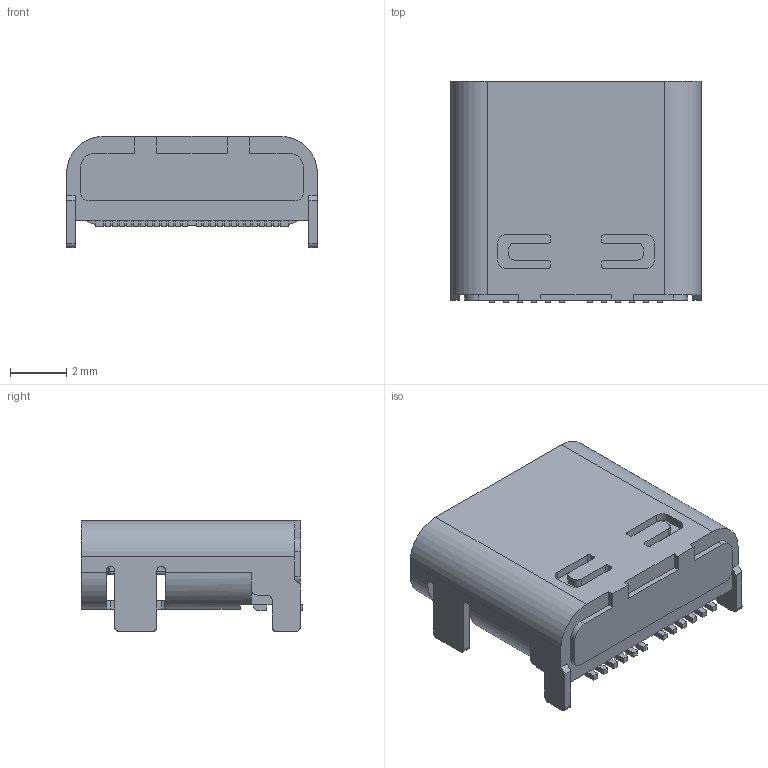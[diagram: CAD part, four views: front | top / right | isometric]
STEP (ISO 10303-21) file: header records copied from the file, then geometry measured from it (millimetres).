
FILE_DESCRIPTION (( 'STEP AP214' ), '1' );
FILE_NAME ('105450-0101.STEP', '2023-11-21T13:23:46', ( 'USER' ), ( '' ), 'SwSTEP 2.0', 'SolidWorks 2016', '' );
FILE_SCHEMA (( 'AUTOMOTIVE_DESIGN' ));
Length unit declared in the file: millimetre
Products named in the file (1): 105450-0101
Bounding box: 8.94 x 7.9 x 3.96 mm (x, y, z)
Volume: 129.7 mm3; surface area: 398.4 mm2
Topology: 1 solids, 1 shells, 399 faces, 1084 edges, 702 vertices
Faces by surface type: plane 257, cylinder 126, bspline 16
Entity records: 12783 total; most frequent: CARTESIAN_POINT 2567, ORIENTED_EDGE 2168, DIRECTION 2090, EDGE_CURVE 1084, LINE 806, VECTOR 806, VERTEX_POINT 702, AXIS2_PLACEMENT_3D 642
